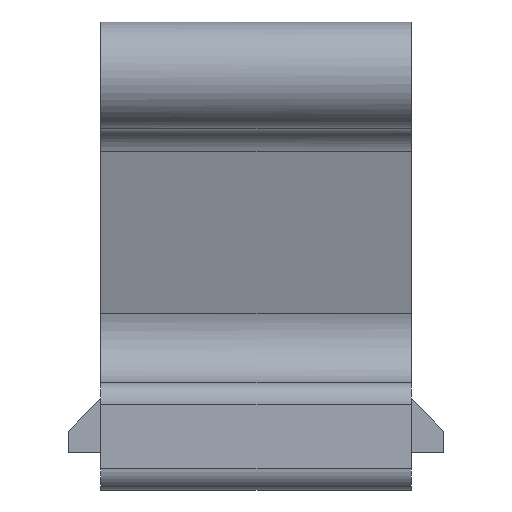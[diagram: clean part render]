
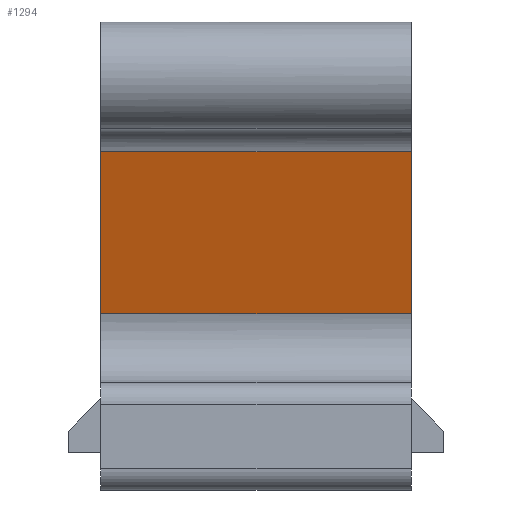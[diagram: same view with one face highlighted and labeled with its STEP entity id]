
A CAD part, left-side view. The second image highlights one B-rep face of the part: STEP entity #1294.
In plain terms, the highlighted planar face has unit normal (-0.956, 0, -0.292).
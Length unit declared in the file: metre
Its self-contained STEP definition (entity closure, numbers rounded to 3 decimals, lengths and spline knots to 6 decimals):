
#80=DIRECTION('',(-0.292,0.,0.956));
#81=VECTOR('',#80,0.00158);
#82=CARTESIAN_POINT('',(-0.045626,0.0315,-0.000537));
#83=LINE('',#82,#81);
#345=DIRECTION('',(0.,1.,0.));
#346=VECTOR('',#345,0.0029);
#347=CARTESIAN_POINT('',(-0.045626,0.0286,-0.000537));
#348=LINE('',#347,#346);
#353=DIRECTION('',(0.,-1.,0.));
#354=VECTOR('',#353,0.0029);
#355=CARTESIAN_POINT('',(-0.046088,0.0315,0.000974));
#356=LINE('',#355,#354);
#410=DIRECTION('',(0.292,0.,-0.956));
#411=VECTOR('',#410,0.00158);
#412=CARTESIAN_POINT('',(-0.046088,0.0286,0.000974));
#413=LINE('',#412,#411);
#419=CARTESIAN_POINT('',(-0.046088,0.0286,0.000974));
#627=CARTESIAN_POINT('',(-0.045626,0.0286,-0.000537));
#629=VERTEX_POINT('',#627);
#702=VERTEX_POINT('',#419);
#755=CARTESIAN_POINT('',(-0.045626,0.0315,-0.000537));
#756=VERTEX_POINT('',#755);
#757=CARTESIAN_POINT('',(-0.046088,0.0315,0.000974));
#758=VERTEX_POINT('',#757);
#1281=CARTESIAN_POINT('',(-0.045626,0.0286,-0.000537));
#1282=DIRECTION('',(0.956,0.,0.292));
#1283=DIRECTION('',(0.292,0.,-0.956));
#1284=AXIS2_PLACEMENT_3D('',#1281,#1282,#1283);
#1285=PLANE('',#1284);
#1286=ORIENTED_EDGE('',*,*,#863,.T.);
#1288=ORIENTED_EDGE('',*,*,#1287,.T.);
#1290=ORIENTED_EDGE('',*,*,#1289,.T.);
#1291=ORIENTED_EDGE('',*,*,#1271,.T.);
#1292=EDGE_LOOP('',(#1286,#1288,#1290,#1291));
#1293=FACE_OUTER_BOUND('',#1292,.F.);
#863=EDGE_CURVE('',#756,#758,#83,.T.);
#1271=EDGE_CURVE('',#629,#756,#348,.T.);
#1287=EDGE_CURVE('',#758,#702,#356,.T.);
#1289=EDGE_CURVE('',#702,#629,#413,.T.);
#1294=ADVANCED_FACE('',(#1293),#1285,.F.);
